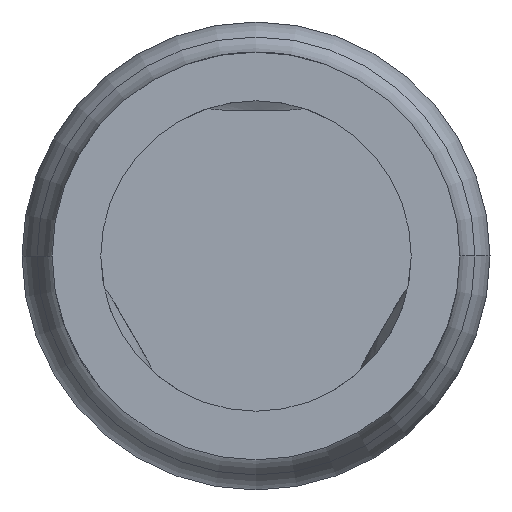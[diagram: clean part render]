
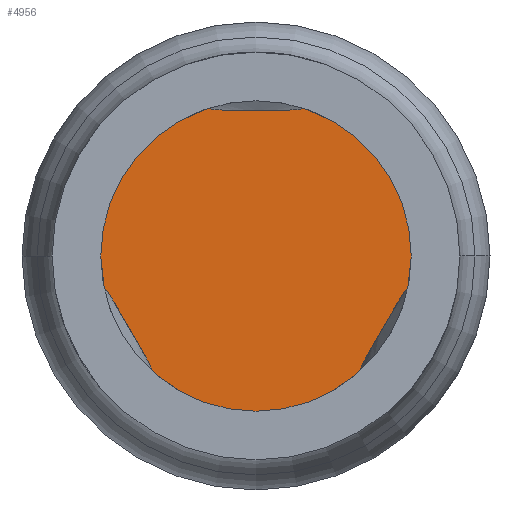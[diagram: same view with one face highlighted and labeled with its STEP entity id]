
A CAD part, front view. The second image highlights one B-rep face of the part: STEP entity #4956.
In plain terms, the highlighted planar face has unit normal (0, -1, 0).
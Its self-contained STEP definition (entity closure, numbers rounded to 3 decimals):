
#113 = PLANE ( 'NONE',  #2455 ) ;
#467 = ORIENTED_EDGE ( 'NONE', *, *, #1268, .F. ) ;
#540 = CARTESIAN_POINT ( 'NONE',  ( 0., -25.35, 0. ) ) ;
#578 = AXIS2_PLACEMENT_3D ( 'NONE', #5651, #5638, #2824 ) ;
#852 = DIRECTION ( 'NONE',  ( -1., 0., 0. ) ) ;
#1206 = ORIENTED_EDGE ( 'NONE', *, *, #3594, .F. ) ;
#1268 = EDGE_CURVE ( 'Defeature ausgef�hrt1_0+Defeature ausgef�hrt1_41+Defeature ausgef�hrt1_41+Defeature ausgef�hrt1_41', #5349, #1281, #3143, .T. ) ;
#1281 = VERTEX_POINT ( 'NONE', #3733 ) ;
#2455 = AXIS2_PLACEMENT_3D ( 'NONE', #540, #3848, #4851 ) ;
#2824 = DIRECTION ( 'NONE',  ( -1., 0., 0. ) ) ;
#2825 = DIRECTION ( 'NONE',  ( 0., 1., 0. ) ) ;
#3143 = CIRCLE ( 'NONE', #3829, 0.335 ) ;
#3560 = FACE_OUTER_BOUND ( 'NONE', #3861, .T. ) ;
#3594 = EDGE_CURVE ( 'Defeature ausgef�hrt1_0+Defeature ausgef�hrt1_41+Defeature ausgef�hrt1_41+Defeature ausgef�hrt1_41', #1281, #5349, #3937, .T. ) ;
#3733 = CARTESIAN_POINT ( 'NONE',  ( -0.335, -25.35, 0. ) ) ;
#3829 = AXIS2_PLACEMENT_3D ( 'NONE', #6019, #2825, #852 ) ;
#3848 = DIRECTION ( 'NONE',  ( 0., 1., 0. ) ) ;
#3861 = EDGE_LOOP ( 'NONE', ( #1206, #467 ) ) ;
#3937 = CIRCLE ( 'NONE', #578, 0.335 ) ;
#4354 = CARTESIAN_POINT ( 'NONE',  ( 0.335, -25.35, 0. ) ) ;
#4851 = DIRECTION ( 'NONE',  ( -1., 0., 0. ) ) ;
#4956 = ADVANCED_FACE ( 'Defeature ausgef�hrt1_41', ( #3560 ), #113, .F. ) ;
#5349 = VERTEX_POINT ( 'NONE', #4354 ) ;
#5638 = DIRECTION ( 'NONE',  ( 0., 1., 0. ) ) ;
#5651 = CARTESIAN_POINT ( 'NONE',  ( 0., -25.35, 0. ) ) ;
#6019 = CARTESIAN_POINT ( 'NONE',  ( 0., -25.35, 0. ) ) ;
